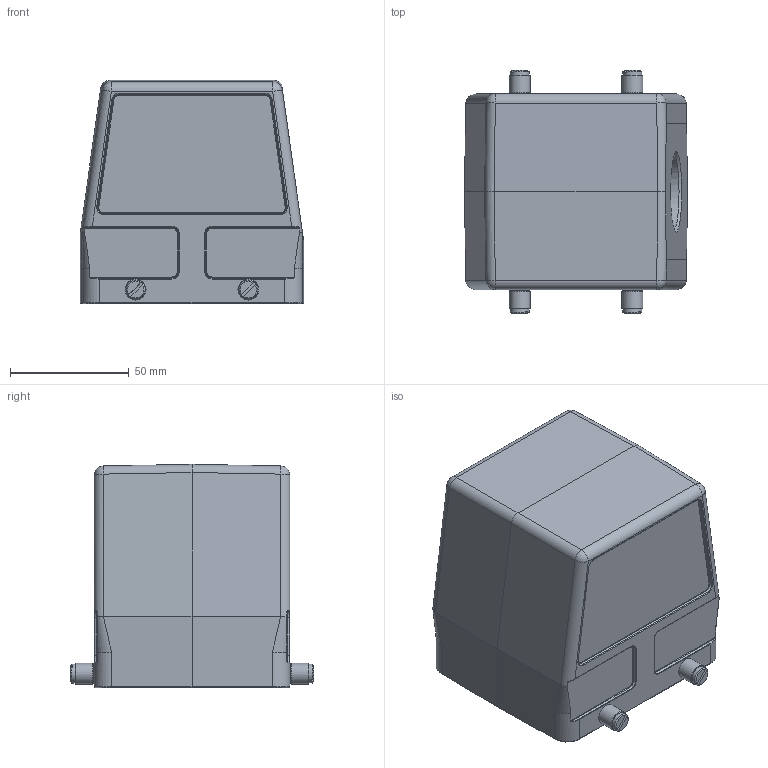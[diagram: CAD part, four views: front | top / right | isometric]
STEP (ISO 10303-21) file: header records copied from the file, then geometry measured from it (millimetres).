
FILE_DESCRIPTION(/* description */ (''),/* implementation_level */ '2;1');
FILE_NAME(/* name */ '100188081ugm000_d.stp',/* time_stamp */ '2017-11-07T16:20:25+01:00',/* author */ (''),/* organization */ (''),/* preprocessor_version */ 'ST-DEVELOPER v16',/* originating_system */ 'SIEMENS PLM Software NX 10.0',/* authorisation */ '');
FILE_SCHEMA (('AUTOMOTIVE_DESIGN { 1 0 10303 214 3 1 1 1 }'));
Length unit declared in the file: millimetre
Products named in the file (1): 100188081ugm000_d
Bounding box: 94 x 102.5 x 94 mm (x, y, z)
Volume: 168153.3 mm3; surface area: 72925.6 mm2
Topology: 1 solids, 1 shells, 604 faces, 1538 edges, 960 vertices
Faces by surface type: plane 217, cylinder 188, bspline 92, cone 63, torus 40, sphere 4
Full cylindrical faces by diameter (mm): 3 x8, 5 x4, 5.1 x4, 8 x4, 8.8 x4, 32 x1
Entity records: 22328 total; most frequent: CARTESIAN_POINT 7251, DIRECTION 2826, ORIENTED_EDGE 2764, EDGE_CURVE 1382, AXIS2_PLACEMENT_3D 1081, VERTEX_POINT 886, EDGE_LOOP 704, LINE 664
